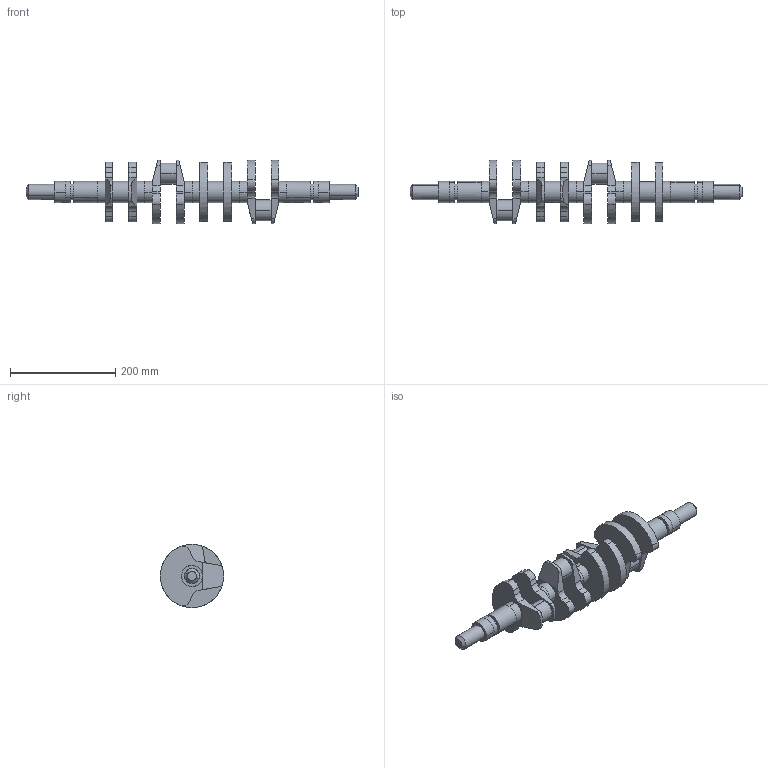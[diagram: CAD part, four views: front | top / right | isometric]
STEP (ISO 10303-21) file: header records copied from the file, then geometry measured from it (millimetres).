
FILE_DESCRIPTION(('CATIA V5 STEP Exchange'),'2;1');
FILE_NAME('Part4.stp','2021-05-28T11:50:38+00:00',('none'),('none'),'CATIA Version 5 Release 21 GA (IN-10)','CATIA V5 STEP AP203','none');
FILE_SCHEMA(('CONFIG_CONTROL_DESIGN'));
Length unit declared in the file: millimetre
Products named in the file (1): Part1
Bounding box: 630 x 120 x 120 mm (x, y, z)
Volume: 1494960.3 mm3; surface area: 215386.8 mm2
Topology: 1 solids, 1 shells, 176 faces, 472 edges, 312 vertices
Faces by surface type: cylinder 108, plane 64, cone 4
Entity records: 5148 total; most frequent: CARTESIAN_POINT 1055, ORIENTED_EDGE 944, DIRECTION 636, EDGE_CURVE 472, VERTEX_POINT 312, AXIS2_PLACEMENT_3D 303, VECTOR 240, LINE 240
